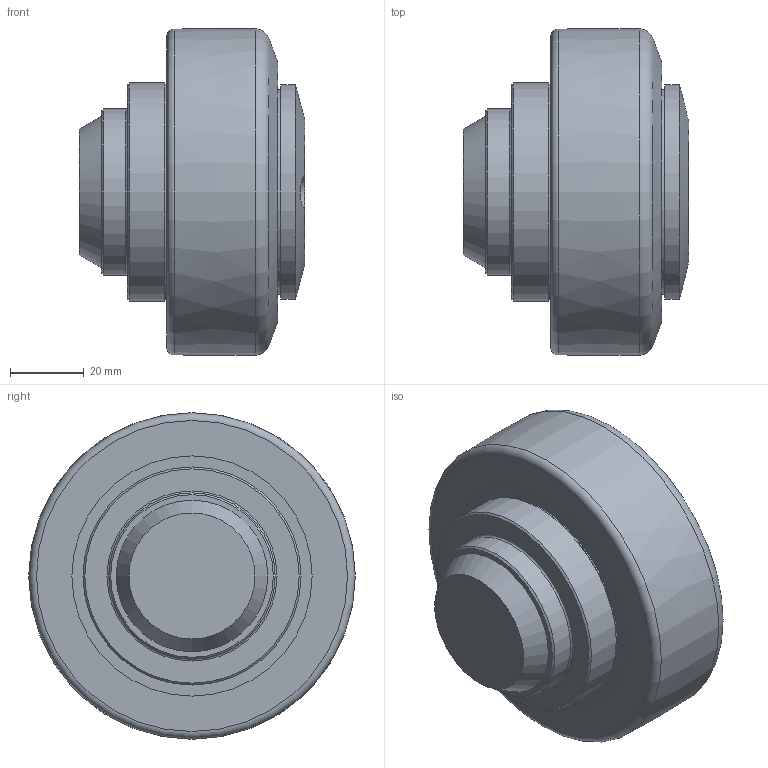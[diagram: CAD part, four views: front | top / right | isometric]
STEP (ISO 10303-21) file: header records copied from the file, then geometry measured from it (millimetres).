
FILE_DESCRIPTION(/* description */ ('-','CAx-IF Rec.Pracs.---Representation and Presentation of Product Manufacturing Information (PMI)---4.0---2014-10-13'),/* implementation_level */ '2;1');
FILE_NAME(/* name */ '8957cd9e-3630-4a89-baf1-777ab2834156.stp',/* time_stamp */ '2020-06-23T16:04:08+02:00',/* author */ ('-'),/* organization */ ('NTI CADcenter A/S'),/* preprocessor_version */ 'ST-DEVELOPER v18',/* originating_system */ 'Autodesk Inventor 2020',/* authorisation */ '-');
FILE_SCHEMA (('AP242_MANAGED_MODEL_BASED_3D_ENGINEERING_MIM_LF { 1 0 10303 442 1 1 4 }'));
Length unit declared in the file: millimetre
Products named in the file (1): HTR090.0360_Kontur
Bounding box: 61 x 88.39 x 88.4 mm (x, y, z)
Volume: 221393.1 mm3; surface area: 47022.4 mm2
Topology: 1 solids, 1 shells, 144 faces, 421 edges, 247 vertices
Faces by surface type: plane 82, cylinder 46, cone 8, torus 7, bspline 1
Full cylindrical faces by diameter (mm): 3 x2, 7 x12, 8 x2, 8.6 x2, 45 x1, 48.5 x1, 50 x1, 55.3 x1, 55.5 x1, 55.8 x1, 58 x1, 58.5 x2, 59 x1, 61.8 x1, 62.5 x1, 63 x2, 65 x2
Entity records: 5341 total; most frequent: CARTESIAN_POINT 1018, DIRECTION 1010, ORIENTED_EDGE 842, AXIS2_PLACEMENT_3D 459, EDGE_CURVE 421, CIRCLE 315, VERTEX_POINT 247, EDGE_LOOP 164
